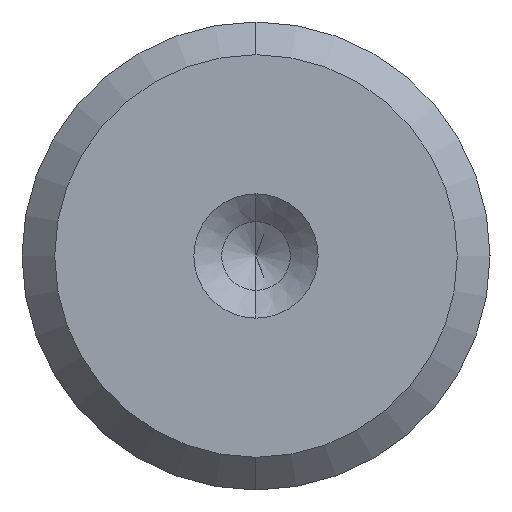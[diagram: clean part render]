
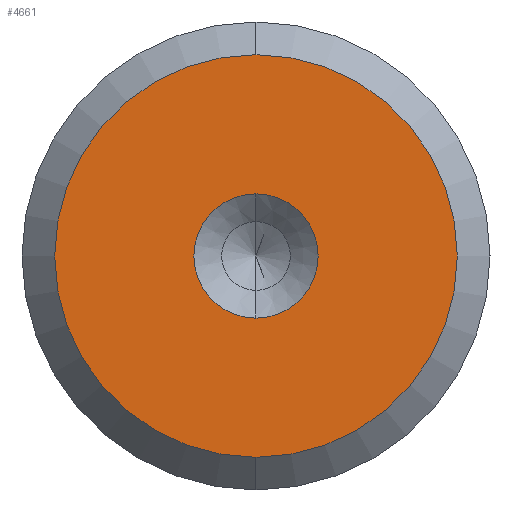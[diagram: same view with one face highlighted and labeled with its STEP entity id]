
A CAD part, left-side view. The second image highlights one B-rep face of the part: STEP entity #4661.
In plain terms, the highlighted planar face has unit normal (-1, 0, 0).
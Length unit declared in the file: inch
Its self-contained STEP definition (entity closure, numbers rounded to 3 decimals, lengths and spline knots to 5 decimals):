
#148 = VERTEX_POINT ( 'NONE', #6610 ) ;
#164 = CIRCLE ( 'NONE', #3196, 0.0995 ) ;
#352 = ORIENTED_EDGE ( 'NONE', *, *, #3966, .T. ) ;
#660 = DIRECTION ( 'NONE',  ( -1., 0., 0. ) ) ;
#997 = CARTESIAN_POINT ( 'NONE',  ( 0., 0., -0.0995 ) ) ;
#1902 = CARTESIAN_POINT ( 'NONE',  ( 0., 0., 0. ) ) ;
#2000 = EDGE_CURVE ( 'NONE', #6934, #148, #5469, .T. ) ;
#2901 = DIRECTION ( 'NONE',  ( 0., 0., -1. ) ) ;
#3196 = AXIS2_PLACEMENT_3D ( 'NONE', #6631, #3767, #4458 ) ;
#3532 = DIRECTION ( 'NONE',  ( 1., 0., 0. ) ) ;
#3663 = DIRECTION ( 'NONE',  ( -1., 0., 0. ) ) ;
#3701 = AXIS2_PLACEMENT_3D ( 'NONE', #1902, #3663, #5932 ) ;
#3767 = DIRECTION ( 'NONE',  ( -1., 0., 0. ) ) ;
#3832 = ORIENTED_EDGE ( 'NONE', *, *, #2000, .T. ) ;
#3966 = EDGE_CURVE ( 'NONE', #148, #6934, #4441, .T. ) ;
#4051 = CARTESIAN_POINT ( 'NONE',  ( 0., 0., 0. ) ) ;
#4203 = CIRCLE ( 'NONE', #5617, 0.0995 ) ;
#4212 = AXIS2_PLACEMENT_3D ( 'NONE', #4051, #3532, #5770 ) ;
#4308 = EDGE_CURVE ( 'NONE', #5652, #5261, #4203, .T. ) ;
#4332 = DIRECTION ( 'NONE',  ( 0., 0., 1. ) ) ;
#4441 = CIRCLE ( 'NONE', #4899, 0.3225 ) ;
#4458 = DIRECTION ( 'NONE',  ( 0., 0., 1. ) ) ;
#4499 = EDGE_LOOP ( 'NONE', ( #7271, #6923 ) ) ;
#4661 = ADVANCED_FACE ( 'NONE', ( #5295, #6385 ), #6838, .F. ) ;
#4899 = AXIS2_PLACEMENT_3D ( 'NONE', #5684, #660, #2901 ) ;
#5261 = VERTEX_POINT ( 'NONE', #997 ) ;
#5295 = FACE_BOUND ( 'NONE', #4499, .T. ) ;
#5469 = CIRCLE ( 'NONE', #3701, 0.3225 ) ;
#5514 = CARTESIAN_POINT ( 'NONE',  ( 0., 0., 0.0995 ) ) ;
#5617 = AXIS2_PLACEMENT_3D ( 'NONE', #7054, #6494, #4332 ) ;
#5652 = VERTEX_POINT ( 'NONE', #5514 ) ;
#5684 = CARTESIAN_POINT ( 'NONE',  ( 0., 0., 0. ) ) ;
#5770 = DIRECTION ( 'NONE',  ( 0., 0., -1. ) ) ;
#5856 = EDGE_LOOP ( 'NONE', ( #352, #3832 ) ) ;
#5932 = DIRECTION ( 'NONE',  ( 0., 0., -1. ) ) ;
#6385 = FACE_OUTER_BOUND ( 'NONE', #5856, .T. ) ;
#6494 = DIRECTION ( 'NONE',  ( -1., 0., 0. ) ) ;
#6610 = CARTESIAN_POINT ( 'NONE',  ( 0., 0., -0.3225 ) ) ;
#6631 = CARTESIAN_POINT ( 'NONE',  ( 0., 0., 0. ) ) ;
#6838 = PLANE ( 'NONE',  #4212 ) ;
#6839 = EDGE_CURVE ( 'NONE', #5261, #5652, #164, .T. ) ;
#6923 = ORIENTED_EDGE ( 'NONE', *, *, #6839, .F. ) ;
#6934 = VERTEX_POINT ( 'NONE', #6972 ) ;
#6972 = CARTESIAN_POINT ( 'NONE',  ( 0., 0., 0.3225 ) ) ;
#7054 = CARTESIAN_POINT ( 'NONE',  ( 0., 0., 0. ) ) ;
#7271 = ORIENTED_EDGE ( 'NONE', *, *, #4308, .F. ) ;
